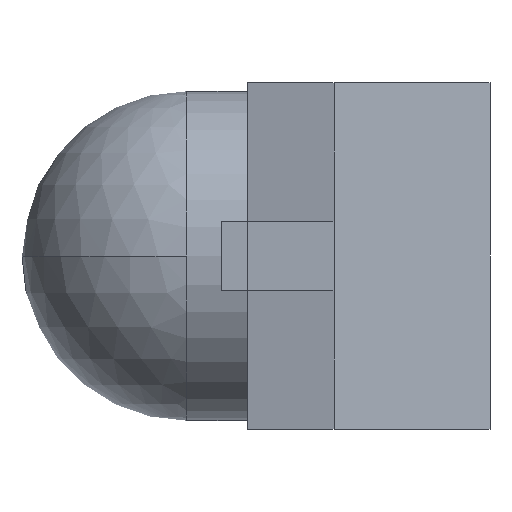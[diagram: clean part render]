
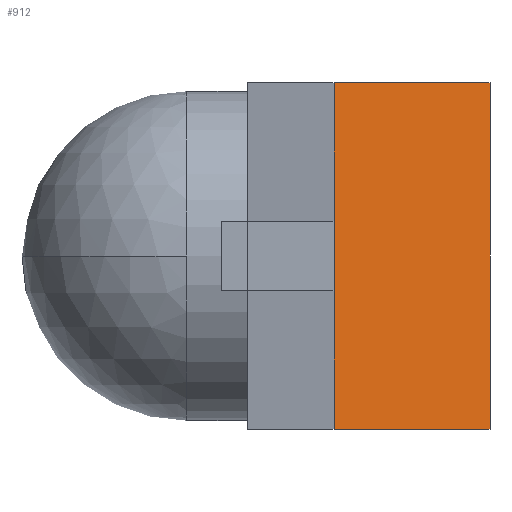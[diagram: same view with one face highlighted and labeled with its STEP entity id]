
A CAD part, left-side view. The second image highlights one B-rep face of the part: STEP entity #912.
In plain terms, the highlighted planar face has unit normal (-0.986, -0.164, 0).
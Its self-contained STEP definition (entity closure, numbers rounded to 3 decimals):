
#38 = EDGE_CURVE ( 'NONE', #440, #308, #515, .T. ) ;
#64 = CARTESIAN_POINT ( 'NONE',  ( -1.25, 0.9, -0.2 ) ) ;
#81 = CARTESIAN_POINT ( 'NONE',  ( -1.1, 0., 1. ) ) ;
#113 = CARTESIAN_POINT ( 'NONE',  ( -1.25, 0.9, -1. ) ) ;
#137 = VERTEX_POINT ( 'NONE', #64 ) ;
#143 = LINE ( 'NONE', #361, #694 ) ;
#151 = EDGE_CURVE ( 'NONE', #137, #872, #143, .T. ) ;
#166 = ORIENTED_EDGE ( 'NONE', *, *, #151, .T. ) ;
#181 = EDGE_CURVE ( 'NONE', #363, #137, #889, .T. ) ;
#188 = DIRECTION ( 'NONE',  ( 0., 0., -1. ) ) ;
#192 = VECTOR ( 'NONE', #885, 1000. ) ;
#200 = CARTESIAN_POINT ( 'NONE',  ( -1.25, 0.9, 1. ) ) ;
#253 = CARTESIAN_POINT ( 'NONE',  ( -1.1, 0., -1. ) ) ;
#262 = ORIENTED_EDGE ( 'NONE', *, *, #38, .F. ) ;
#308 = VERTEX_POINT ( 'NONE', #253 ) ;
#335 = EDGE_CURVE ( 'NONE', #512, #363, #875, .T. ) ;
#361 = CARTESIAN_POINT ( 'NONE',  ( -1.25, 0.9, 1. ) ) ;
#363 = VERTEX_POINT ( 'NONE', #713 ) ;
#368 = VECTOR ( 'NONE', #626, 1000. ) ;
#370 = ORIENTED_EDGE ( 'NONE', *, *, #335, .T. ) ;
#373 = CARTESIAN_POINT ( 'NONE',  ( -1.25, 0.9, -1. ) ) ;
#377 = LINE ( 'NONE', #373, #445 ) ;
#393 = CARTESIAN_POINT ( 'NONE',  ( -1.25, 0.9, 1. ) ) ;
#394 = EDGE_CURVE ( 'NONE', #872, #308, #377, .T. ) ;
#414 = DIRECTION ( 'NONE',  ( 0.986, 0.164, 0. ) ) ;
#435 = AXIS2_PLACEMENT_3D ( 'NONE', #476, #414, #938 ) ;
#440 = VERTEX_POINT ( 'NONE', #594 ) ;
#443 = DIRECTION ( 'NONE',  ( 0., 0., -1. ) ) ;
#445 = VECTOR ( 'NONE', #447, 1000. ) ;
#447 = DIRECTION ( 'NONE',  ( 0.164, -0.986, 0. ) ) ;
#471 = ORIENTED_EDGE ( 'NONE', *, *, #181, .T. ) ;
#476 = CARTESIAN_POINT ( 'NONE',  ( -1.25, 0.9, 1. ) ) ;
#512 = VERTEX_POINT ( 'NONE', #393 ) ;
#515 = LINE ( 'NONE', #81, #730 ) ;
#533 = ORIENTED_EDGE ( 'NONE', *, *, #394, .T. ) ;
#569 = FACE_OUTER_BOUND ( 'NONE', #899, .T. ) ;
#594 = CARTESIAN_POINT ( 'NONE',  ( -1.1, 0., 1. ) ) ;
#626 = DIRECTION ( 'NONE',  ( 0., 0., -1. ) ) ;
#666 = EDGE_CURVE ( 'NONE', #512, #440, #817, .T. ) ;
#694 = VECTOR ( 'NONE', #741, 1000. ) ;
#697 = PLANE ( 'NONE',  #435 ) ;
#713 = CARTESIAN_POINT ( 'NONE',  ( -1.25, 0.9, 0.2 ) ) ;
#730 = VECTOR ( 'NONE', #443, 1000. ) ;
#741 = DIRECTION ( 'NONE',  ( 0., 0., -1. ) ) ;
#785 = CARTESIAN_POINT ( 'NONE',  ( -1.25, 0.9, 1. ) ) ;
#817 = LINE ( 'NONE', #891, #192 ) ;
#872 = VERTEX_POINT ( 'NONE', #113 ) ;
#875 = LINE ( 'NONE', #785, #907 ) ;
#884 = ORIENTED_EDGE ( 'NONE', *, *, #666, .F. ) ;
#885 = DIRECTION ( 'NONE',  ( 0.164, -0.986, 0. ) ) ;
#889 = LINE ( 'NONE', #200, #368 ) ;
#891 = CARTESIAN_POINT ( 'NONE',  ( -1.25, 0.9, 1. ) ) ;
#899 = EDGE_LOOP ( 'NONE', ( #533, #262, #884, #370, #471, #166 ) ) ;
#907 = VECTOR ( 'NONE', #188, 1000. ) ;
#912 = ADVANCED_FACE ( 'NONE', ( #569 ), #697, .F. ) ;
#938 = DIRECTION ( 'NONE',  ( -0.164, 0.986, 0. ) ) ;
